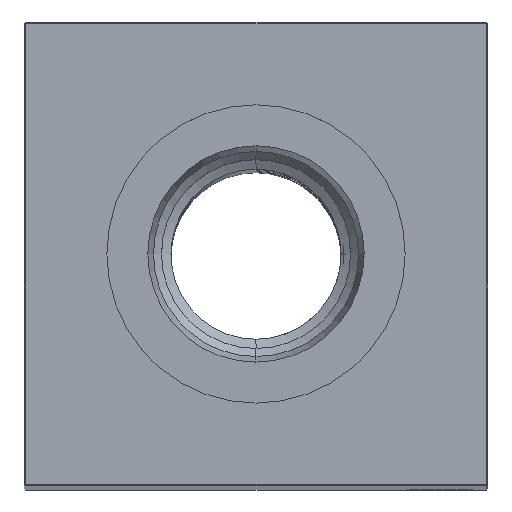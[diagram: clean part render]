
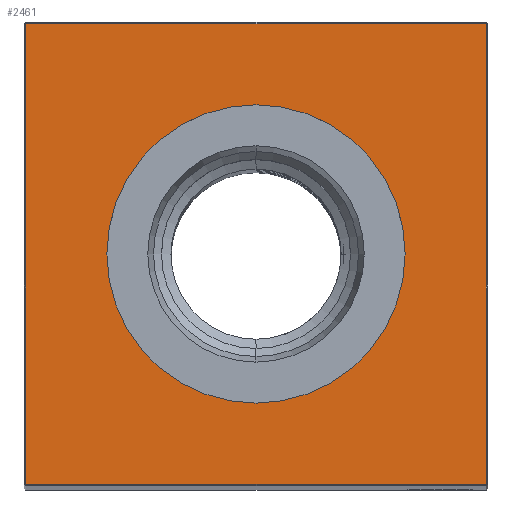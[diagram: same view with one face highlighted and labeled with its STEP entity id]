
A CAD part, top view. The second image highlights one B-rep face of the part: STEP entity #2461.
In plain terms, the highlighted planar face has unit normal (0, 0, 1).
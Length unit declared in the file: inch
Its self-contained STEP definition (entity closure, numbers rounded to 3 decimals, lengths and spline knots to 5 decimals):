
#598 = VERTEX_POINT ( 'NONE', #1640 ) ;
#691 = VERTEX_POINT ( 'NONE', #15490 ) ;
#722 = CARTESIAN_POINT ( 'NONE',  ( 0., 0., 15.25 ) ) ;
#742 = CARTESIAN_POINT ( 'NONE',  ( 0., 0., 15.25 ) ) ;
#849 = LINE ( 'NONE', #4695, #18346 ) ;
#1640 = CARTESIAN_POINT ( 'NONE',  ( 0., 0.96457, 15.25 ) ) ;
#1987 = CARTESIAN_POINT ( 'NONE',  ( 0., 0., 15.25 ) ) ;
#2461 = ADVANCED_FACE ( 'NONE', ( #3104, #23188 ), #18966, .F. ) ;
#3104 = FACE_OUTER_BOUND ( 'NONE', #24755, .T. ) ;
#3612 = VECTOR ( 'NONE', #4278, 39.37008 ) ;
#3979 = CARTESIAN_POINT ( 'NONE',  ( 1.49, -1.49, 15.25 ) ) ;
#4278 = DIRECTION ( 'NONE',  ( -1., 0., 0. ) ) ;
#4362 = CARTESIAN_POINT ( 'NONE',  ( 0., -0.96457, 15.25 ) ) ;
#4664 = CARTESIAN_POINT ( 'NONE',  ( 0., -1.49, 15.25 ) ) ;
#4695 = CARTESIAN_POINT ( 'NONE',  ( 1.49, 0., 15.25 ) ) ;
#4728 = EDGE_CURVE ( 'NONE', #598, #21793, #7903, .T. ) ;
#5047 = LINE ( 'NONE', #4664, #24724 ) ;
#5107 = DIRECTION ( 'NONE',  ( 0., 0., -1. ) ) ;
#5304 = CARTESIAN_POINT ( 'NONE',  ( -1.49, 1.49, 15.25 ) ) ;
#5670 = EDGE_CURVE ( 'NONE', #12993, #691, #849, .T. ) ;
#6071 = DIRECTION ( 'NONE',  ( -1., 0., 0. ) ) ;
#6891 = EDGE_CURVE ( 'NONE', #691, #16278, #22639, .T. ) ;
#7903 = CIRCLE ( 'NONE', #23952, 0.96457 ) ;
#8126 = EDGE_CURVE ( 'NONE', #16278, #19166, #24172, .T. ) ;
#8775 = ORIENTED_EDGE ( 'NONE', *, *, #5670, .T. ) ;
#8938 = DIRECTION ( 'NONE',  ( 0., 1., 0. ) ) ;
#9025 = ORIENTED_EDGE ( 'NONE', *, *, #8126, .T. ) ;
#9341 = DIRECTION ( 'NONE',  ( 0., 0., -1. ) ) ;
#10073 = DIRECTION ( 'NONE',  ( 0., 0., -1. ) ) ;
#11209 = DIRECTION ( 'NONE',  ( -1., 0., 0. ) ) ;
#11712 = CIRCLE ( 'NONE', #12125, 0.96457 ) ;
#12125 = AXIS2_PLACEMENT_3D ( 'NONE', #742, #5107, #11209 ) ;
#12150 = ORIENTED_EDGE ( 'NONE', *, *, #24827, .T. ) ;
#12161 = EDGE_CURVE ( 'NONE', #19166, #12993, #5047, .T. ) ;
#12426 = VECTOR ( 'NONE', #12559, 39.37008 ) ;
#12559 = DIRECTION ( 'NONE',  ( 0., -1., 0. ) ) ;
#12993 = VERTEX_POINT ( 'NONE', #3979 ) ;
#13521 = ORIENTED_EDGE ( 'NONE', *, *, #6891, .T. ) ;
#14329 = CARTESIAN_POINT ( 'NONE',  ( 0., 1.49, 15.25 ) ) ;
#14913 = ORIENTED_EDGE ( 'NONE', *, *, #4728, .T. ) ;
#15490 = CARTESIAN_POINT ( 'NONE',  ( 1.49, 1.49, 15.25 ) ) ;
#15535 = CARTESIAN_POINT ( 'NONE',  ( -1.49, -1.49, 15.25 ) ) ;
#16278 = VERTEX_POINT ( 'NONE', #5304 ) ;
#17073 = DIRECTION ( 'NONE',  ( 1., 0., 0. ) ) ;
#18346 = VECTOR ( 'NONE', #8938, 39.37008 ) ;
#18966 = PLANE ( 'NONE',  #22265 ) ;
#19166 = VERTEX_POINT ( 'NONE', #15535 ) ;
#20211 = CARTESIAN_POINT ( 'NONE',  ( -1.49, 0., 15.25 ) ) ;
#20815 = DIRECTION ( 'NONE',  ( -1., 0., 0. ) ) ;
#21248 = EDGE_LOOP ( 'NONE', ( #14913, #12150 ) ) ;
#21793 = VERTEX_POINT ( 'NONE', #4362 ) ;
#22265 = AXIS2_PLACEMENT_3D ( 'NONE', #722, #9341, #20815 ) ;
#22639 = LINE ( 'NONE', #14329, #3612 ) ;
#22773 = ORIENTED_EDGE ( 'NONE', *, *, #12161, .T. ) ;
#23188 = FACE_BOUND ( 'NONE', #21248, .T. ) ;
#23952 = AXIS2_PLACEMENT_3D ( 'NONE', #1987, #10073, #6071 ) ;
#24172 = LINE ( 'NONE', #20211, #12426 ) ;
#24724 = VECTOR ( 'NONE', #17073, 39.37008 ) ;
#24755 = EDGE_LOOP ( 'NONE', ( #9025, #22773, #8775, #13521 ) ) ;
#24827 = EDGE_CURVE ( 'NONE', #21793, #598, #11712, .T. ) ;
